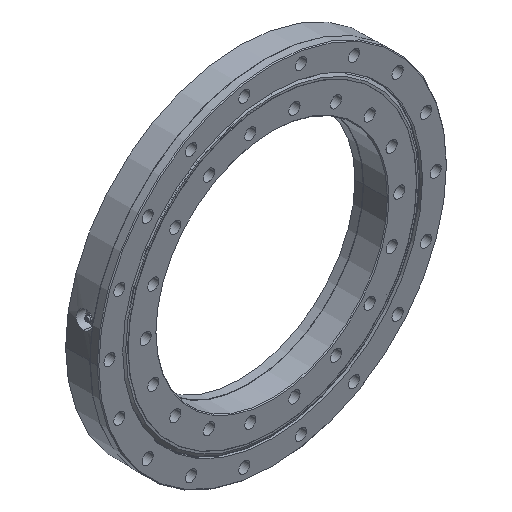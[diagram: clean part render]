
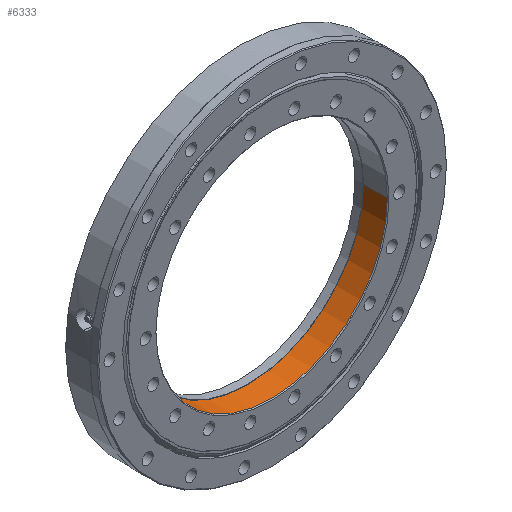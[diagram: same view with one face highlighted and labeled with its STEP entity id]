
A CAD part, isometric view. The second image highlights one B-rep face of the part: STEP entity #6333.
In plain terms, the highlighted cylindrical face has radius 140.5 mm (diameter 281 mm), a partial arc.
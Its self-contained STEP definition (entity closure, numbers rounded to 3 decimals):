
#195 = CARTESIAN_POINT ( 'NONE',  ( -140.5, -18.8, 0. ) ) ;
#329 = ORIENTED_EDGE ( 'NONE', *, *, #2202, .T. ) ;
#662 = DIRECTION ( 'NONE',  ( 0., 1., 0. ) ) ;
#671 = CARTESIAN_POINT ( 'NONE',  ( 140.5, 31.029, 0. ) ) ;
#707 = CARTESIAN_POINT ( 'NONE',  ( 140.5, 10., 0. ) ) ;
#851 = VECTOR ( 'NONE', #662, 1000. ) ;
#856 = LINE ( 'NONE', #671, #851 ) ;
#1129 = DIRECTION ( 'NONE',  ( 0., 1., 0. ) ) ;
#1133 = CARTESIAN_POINT ( 'NONE',  ( -140.5, 31.029, 0. ) ) ;
#1141 = ORIENTED_EDGE ( 'NONE', *, *, #2108, .F. ) ;
#1194 = ORIENTED_EDGE ( 'NONE', *, *, #4865, .T. ) ;
#1203 = LINE ( 'NONE', #1133, #1278 ) ;
#1278 = VECTOR ( 'NONE', #1129, 1000. ) ;
#1620 = DIRECTION ( 'NONE',  ( 0., 1., 0. ) ) ;
#1653 = CARTESIAN_POINT ( 'NONE',  ( 0., 31.029, 0. ) ) ;
#1664 = DIRECTION ( 'NONE',  ( -1., 0., 0. ) ) ;
#1771 = CIRCLE ( 'NONE', #2197, 140.5 ) ;
#2108 = EDGE_CURVE ( 'NONE', #2296, #5031, #1203, .T. ) ;
#2197 = AXIS2_PLACEMENT_3D ( 'NONE', #4524, #4533, #4534 ) ;
#2202 = EDGE_CURVE ( 'NONE', #7195, #6139, #856, .T. ) ;
#2296 = VERTEX_POINT ( 'NONE', #195 ) ;
#2821 = ORIENTED_EDGE ( 'NONE', *, *, #6861, .T. ) ;
#3146 = CIRCLE ( 'NONE', #4471, 140.5 ) ;
#3308 = DIRECTION ( 'NONE',  ( -1., 0., 0. ) ) ;
#4471 = AXIS2_PLACEMENT_3D ( 'NONE', #6345, #4586, #3308 ) ;
#4524 = CARTESIAN_POINT ( 'NONE',  ( 0., 10., 0. ) ) ;
#4533 = DIRECTION ( 'NONE',  ( 0., 1., 0. ) ) ;
#4534 = DIRECTION ( 'NONE',  ( -1., 0., 0. ) ) ;
#4586 = DIRECTION ( 'NONE',  ( 0., -1., 0. ) ) ;
#4769 = CYLINDRICAL_SURFACE ( 'NONE', #5930, 140.5 ) ;
#4865 = EDGE_CURVE ( 'NONE', #6139, #5031, #1771, .T. ) ;
#4872 = FACE_OUTER_BOUND ( 'NONE', #6293, .T. ) ;
#5031 = VERTEX_POINT ( 'NONE', #5548 ) ;
#5548 = CARTESIAN_POINT ( 'NONE',  ( -140.5, 10., 0. ) ) ;
#5930 = AXIS2_PLACEMENT_3D ( 'NONE', #1653, #1620, #1664 ) ;
#6139 = VERTEX_POINT ( 'NONE', #707 ) ;
#6293 = EDGE_LOOP ( 'NONE', ( #2821, #329, #1194, #1141 ) ) ;
#6333 = ADVANCED_FACE ( 'NONE', ( #4872 ), #4769, .F. ) ;
#6345 = CARTESIAN_POINT ( 'NONE',  ( 0., -18.8, 0. ) ) ;
#6861 = EDGE_CURVE ( 'NONE', #2296, #7195, #3146, .T. ) ;
#7144 = CARTESIAN_POINT ( 'NONE',  ( 140.5, -18.8, 0. ) ) ;
#7195 = VERTEX_POINT ( 'NONE', #7144 ) ;
